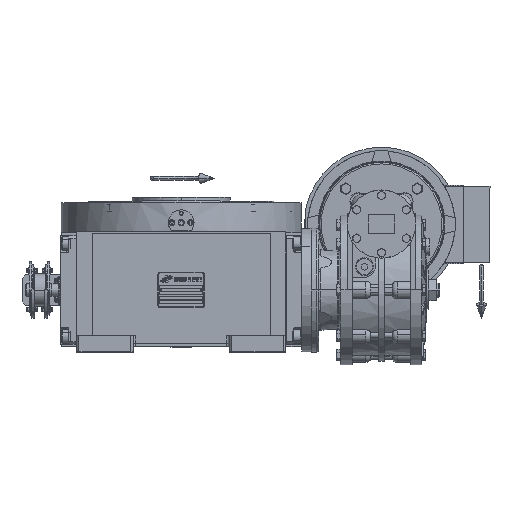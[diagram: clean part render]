
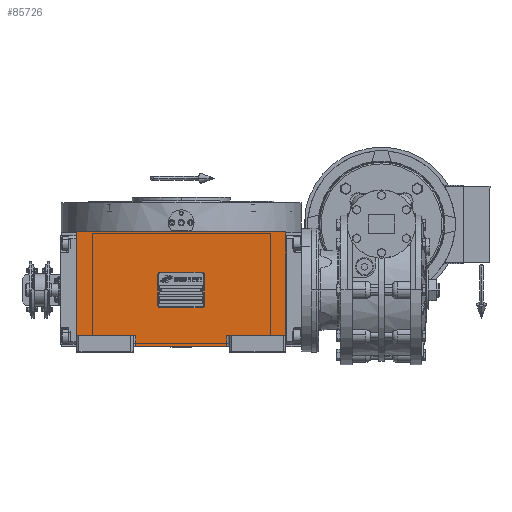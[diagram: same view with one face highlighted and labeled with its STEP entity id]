
A CAD part, top view. The second image highlights one B-rep face of the part: STEP entity #85726.
In plain terms, the highlighted planar face has unit normal (0, 0, 1).
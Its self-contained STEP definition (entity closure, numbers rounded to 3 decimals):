
#293 = DIRECTION ( 'NONE',  ( 0., -1., 0. ) ) ;
#3037 = LINE ( 'NONE', #63776, #27380 ) ;
#4367 = ORIENTED_EDGE ( 'NONE', *, *, #127645, .T. ) ;
#4516 = ORIENTED_EDGE ( 'NONE', *, *, #128555, .F. ) ;
#5831 = ORIENTED_EDGE ( 'NONE', *, *, #84053, .T. ) ;
#10791 = DIRECTION ( 'NONE',  ( 1., 0., 0. ) ) ;
#11505 = VECTOR ( 'NONE', #113857, 1000. ) ;
#12408 = ORIENTED_EDGE ( 'NONE', *, *, #76738, .F. ) ;
#16357 = VERTEX_POINT ( 'NONE', #76247 ) ;
#16534 = CARTESIAN_POINT ( 'NONE',  ( -135., -73., 226. ) ) ;
#17216 = DIRECTION ( 'NONE',  ( 0., 0., 1. ) ) ;
#20210 = VECTOR ( 'NONE', #293, 1000. ) ;
#22703 = CARTESIAN_POINT ( 'NONE',  ( 135., -59., 226. ) ) ;
#26205 = VERTEX_POINT ( 'NONE', #113756 ) ;
#27380 = VECTOR ( 'NONE', #71555, 1000. ) ;
#27590 = VECTOR ( 'NONE', #39244, 1000. ) ;
#29873 = EDGE_CURVE ( 'NONE', #67842, #122188, #99950, .T. ) ;
#29973 = LINE ( 'NONE', #111408, #46064 ) ;
#38752 = LINE ( 'NONE', #114534, #11505 ) ;
#39244 = DIRECTION ( 'NONE',  ( 1., 0., 0. ) ) ;
#43045 = EDGE_CURVE ( 'NONE', #58148, #87632, #52199, .T. ) ;
#43647 = VERTEX_POINT ( 'NONE', #122354 ) ;
#45404 = ORIENTED_EDGE ( 'NONE', *, *, #29873, .T. ) ;
#46064 = VECTOR ( 'NONE', #133481, 1000. ) ;
#48175 = LINE ( 'NONE', #90250, #81350 ) ;
#48288 = ORIENTED_EDGE ( 'NONE', *, *, #43045, .F. ) ;
#49394 = CARTESIAN_POINT ( 'NONE',  ( -59., -59., 226. ) ) ;
#52199 = LINE ( 'NONE', #105298, #59503 ) ;
#58148 = VERTEX_POINT ( 'NONE', #87514 ) ;
#59503 = VECTOR ( 'NONE', #10791, 1000. ) ;
#63776 = CARTESIAN_POINT ( 'NONE',  ( 135., -59., 226. ) ) ;
#64976 = DIRECTION ( 'NONE',  ( 0., 1., 0. ) ) ;
#66612 = LINE ( 'NONE', #115801, #72760 ) ;
#67842 = VERTEX_POINT ( 'NONE', #81617 ) ;
#68448 = CARTESIAN_POINT ( 'NONE',  ( 135., 75., 226. ) ) ;
#70477 = EDGE_CURVE ( 'NONE', #43647, #112124, #66612, .T. ) ;
#71555 = DIRECTION ( 'NONE',  ( 0., 1., 0. ) ) ;
#72760 = VECTOR ( 'NONE', #98991, 1000. ) ;
#73350 = ORIENTED_EDGE ( 'NONE', *, *, #94534, .F. ) ;
#76247 = CARTESIAN_POINT ( 'NONE',  ( -59., -73., 226. ) ) ;
#76738 = EDGE_CURVE ( 'NONE', #43647, #58148, #48175, .T. ) ;
#81350 = VECTOR ( 'NONE', #64976, 1000. ) ;
#81617 = CARTESIAN_POINT ( 'NONE',  ( 59., -59., 226. ) ) ;
#84053 = EDGE_CURVE ( 'NONE', #122188, #87632, #3037, .T. ) ;
#85726 = ADVANCED_FACE ( 'NONE', ( #134478 ), #122154, .T. ) ;
#87466 = ORIENTED_EDGE ( 'NONE', *, *, #70477, .T. ) ;
#87514 = CARTESIAN_POINT ( 'NONE',  ( -135., 75., 226. ) ) ;
#87632 = VERTEX_POINT ( 'NONE', #68448 ) ;
#89672 = DIRECTION ( 'NONE',  ( 1., 0., 0. ) ) ;
#90250 = CARTESIAN_POINT ( 'NONE',  ( -135., -59., 226. ) ) ;
#91619 = CARTESIAN_POINT ( 'NONE',  ( 59., -59., 226. ) ) ;
#94534 = EDGE_CURVE ( 'NONE', #16357, #112124, #38752, .T. ) ;
#98991 = DIRECTION ( 'NONE',  ( 1., 0., 0. ) ) ;
#99950 = LINE ( 'NONE', #91619, #27590 ) ;
#105298 = CARTESIAN_POINT ( 'NONE',  ( -135., 75., 226. ) ) ;
#111408 = CARTESIAN_POINT ( 'NONE',  ( -59., -73., 226. ) ) ;
#112124 = VERTEX_POINT ( 'NONE', #49394 ) ;
#113756 = CARTESIAN_POINT ( 'NONE',  ( 59., -73., 226. ) ) ;
#113857 = DIRECTION ( 'NONE',  ( 0., 1., 0. ) ) ;
#114534 = CARTESIAN_POINT ( 'NONE',  ( -59., -73., 226. ) ) ;
#115801 = CARTESIAN_POINT ( 'NONE',  ( -135., -59., 226. ) ) ;
#117560 = LINE ( 'NONE', #128578, #20210 ) ;
#122154 = PLANE ( 'NONE',  #135649 ) ;
#122188 = VERTEX_POINT ( 'NONE', #22703 ) ;
#122354 = CARTESIAN_POINT ( 'NONE',  ( -135., -59., 226. ) ) ;
#127645 = EDGE_CURVE ( 'NONE', #16357, #26205, #29973, .T. ) ;
#128555 = EDGE_CURVE ( 'NONE', #67842, #26205, #117560, .T. ) ;
#128578 = CARTESIAN_POINT ( 'NONE',  ( 59., -59., 226. ) ) ;
#128669 = EDGE_LOOP ( 'NONE', ( #4367, #4516, #45404, #5831, #48288, #12408, #87466, #73350 ) ) ;
#133481 = DIRECTION ( 'NONE',  ( 1., 0., 0. ) ) ;
#134478 = FACE_OUTER_BOUND ( 'NONE', #128669, .T. ) ;
#135649 = AXIS2_PLACEMENT_3D ( 'NONE', #16534, #17216, #89672 ) ;
